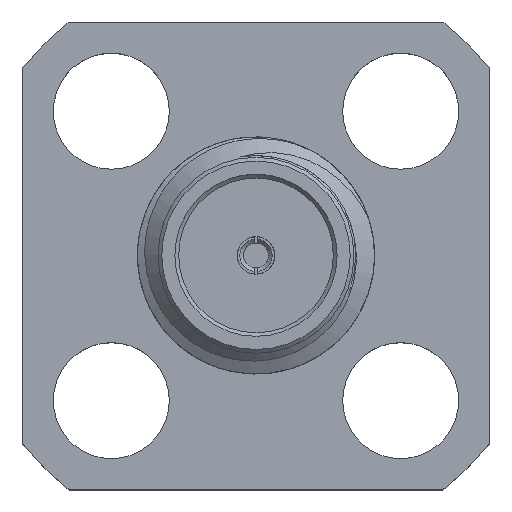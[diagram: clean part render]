
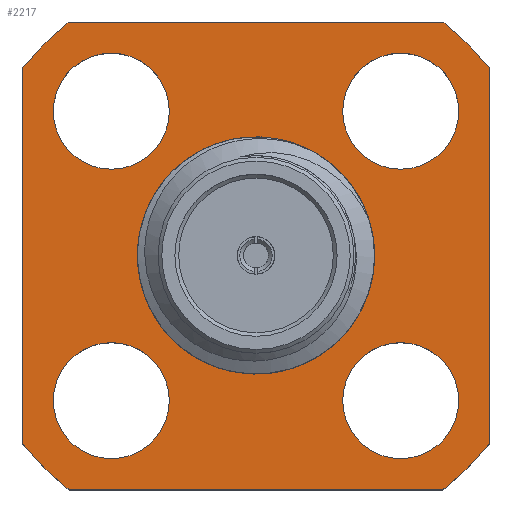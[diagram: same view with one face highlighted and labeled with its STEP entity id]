
A CAD part, top view. The second image highlights one B-rep face of the part: STEP entity #2217.
In plain terms, the highlighted planar face has unit normal (0, 0, 1).
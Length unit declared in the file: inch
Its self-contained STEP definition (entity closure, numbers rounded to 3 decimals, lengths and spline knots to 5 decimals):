
#38 = DIRECTION ( 'NONE',  ( 1., 0., 0. ) ) ;
#44 = EDGE_CURVE ( 'NONE', #440, #2578, #1183, .T. ) ;
#135 = DIRECTION ( 'NONE',  ( 1., 0., 0. ) ) ;
#142 = ORIENTED_EDGE ( 'NONE', *, *, #860, .F. ) ;
#145 = DIRECTION ( 'NONE',  ( 0., 0., 1. ) ) ;
#148 = DIRECTION ( 'NONE',  ( -1., 0., 0. ) ) ;
#159 = CARTESIAN_POINT ( 'NONE',  ( 0.1875, -0.1875, 0. ) ) ;
#163 = VECTOR ( 'NONE', #743, 39.37008 ) ;
#164 = CARTESIAN_POINT ( 'NONE',  ( -0.1875, -0.1875, 0. ) ) ;
#179 = AXIS2_PLACEMENT_3D ( 'NONE', #839, #1142, #148 ) ;
#186 = DIRECTION ( 'NONE',  ( 0., 1., 0. ) ) ;
#193 = CARTESIAN_POINT ( 'NONE',  ( 0.1875, -0.14981, 0. ) ) ;
#203 = ORIENTED_EDGE ( 'NONE', *, *, #3131, .F. ) ;
#206 = CIRCLE ( 'NONE', #1886, 0.0465 ) ;
#320 = FACE_BOUND ( 'NONE', #2034, .T. ) ;
#375 = CARTESIAN_POINT ( 'NONE',  ( 0., 0., 0. ) ) ;
#428 = DIRECTION ( 'NONE',  ( 0., 0., -1. ) ) ;
#440 = VERTEX_POINT ( 'NONE', #193 ) ;
#506 = FACE_BOUND ( 'NONE', #2499, .T. ) ;
#520 = CARTESIAN_POINT ( 'NONE',  ( 0., 0., 0. ) ) ;
#556 = AXIS2_PLACEMENT_3D ( 'NONE', #1980, #2969, #38 ) ;
#579 = VERTEX_POINT ( 'NONE', #2814 ) ;
#596 = AXIS2_PLACEMENT_3D ( 'NONE', #3027, #145, #135 ) ;
#696 = VERTEX_POINT ( 'NONE', #1087 ) ;
#697 = EDGE_LOOP ( 'NONE', ( #1896 ) ) ;
#724 = VECTOR ( 'NONE', #2394, 39.37008 ) ;
#743 = DIRECTION ( 'NONE',  ( -1., 0., 0. ) ) ;
#758 = CARTESIAN_POINT ( 'NONE',  ( -0.1875, 0.1875, 0. ) ) ;
#759 = DIRECTION ( 'NONE',  ( 0., 0., 1. ) ) ;
#796 = EDGE_CURVE ( 'NONE', #2719, #931, #2449, .T. ) ;
#807 = VERTEX_POINT ( 'NONE', #1605 ) ;
#839 = CARTESIAN_POINT ( 'NONE',  ( 0., 0., 0. ) ) ;
#849 = FACE_BOUND ( 'NONE', #2074, .T. ) ;
#860 = EDGE_CURVE ( 'NONE', #440, #1005, #1101, .T. ) ;
#928 = VERTEX_POINT ( 'NONE', #2268 ) ;
#931 = VERTEX_POINT ( 'NONE', #2255 ) ;
#996 = ORIENTED_EDGE ( 'NONE', *, *, #44, .T. ) ;
#1005 = VERTEX_POINT ( 'NONE', #1991 ) ;
#1006 = DIRECTION ( 'NONE',  ( 1., 0., 0. ) ) ;
#1033 = LINE ( 'NONE', #164, #1151 ) ;
#1087 = CARTESIAN_POINT ( 'NONE',  ( 0.1625, -0.116, 0. ) ) ;
#1094 = AXIS2_PLACEMENT_3D ( 'NONE', #1400, #428, #1167 ) ;
#1101 = CIRCLE ( 'NONE', #1318, 0.24 ) ;
#1142 = DIRECTION ( 'NONE',  ( 0., 0., -1. ) ) ;
#1151 = VECTOR ( 'NONE', #1636, 39.37008 ) ;
#1167 = DIRECTION ( 'NONE',  ( -1., 0., 0. ) ) ;
#1183 = LINE ( 'NONE', #159, #1806 ) ;
#1228 = CIRCLE ( 'NONE', #3155, 0.0465 ) ;
#1262 = CARTESIAN_POINT ( 'NONE',  ( -0.1875, 0.14981, 0. ) ) ;
#1263 = EDGE_LOOP ( 'NONE', ( #1883 ) ) ;
#1265 = CIRCLE ( 'NONE', #556, 0.0465 ) ;
#1318 = AXIS2_PLACEMENT_3D ( 'NONE', #1485, #2737, #2993 ) ;
#1319 = ORIENTED_EDGE ( 'NONE', *, *, #796, .T. ) ;
#1348 = VERTEX_POINT ( 'NONE', #1588 ) ;
#1375 = LINE ( 'NONE', #1645, #724 ) ;
#1391 = AXIS2_PLACEMENT_3D ( 'NONE', #375, #759, #1006 ) ;
#1400 = CARTESIAN_POINT ( 'NONE',  ( 0., 0., 0. ) ) ;
#1401 = CARTESIAN_POINT ( 'NONE',  ( 0.116, -0.116, 0. ) ) ;
#1419 = EDGE_CURVE ( 'NONE', #1809, #1809, #2288, .T. ) ;
#1436 = EDGE_CURVE ( 'NONE', #579, #579, #1480, .T. ) ;
#1455 = CIRCLE ( 'NONE', #1094, 0.24 ) ;
#1480 = CIRCLE ( 'NONE', #2145, 0.0885 ) ;
#1485 = CARTESIAN_POINT ( 'NONE',  ( 0., 0., 0. ) ) ;
#1575 = CARTESIAN_POINT ( 'NONE',  ( 0.14981, 0.1875, 0. ) ) ;
#1588 = CARTESIAN_POINT ( 'NONE',  ( -0.14981, -0.1875, 0. ) ) ;
#1605 = CARTESIAN_POINT ( 'NONE',  ( -0.0695, 0.116, 0. ) ) ;
#1608 = DIRECTION ( 'NONE',  ( 0., 0., 1. ) ) ;
#1623 = CARTESIAN_POINT ( 'NONE',  ( -0.0695, -0.116, 0. ) ) ;
#1636 = DIRECTION ( 'NONE',  ( 1., 0., 0. ) ) ;
#1645 = CARTESIAN_POINT ( 'NONE',  ( -0.1875, -0.1875, 0. ) ) ;
#1699 = FACE_BOUND ( 'NONE', #697, .T. ) ;
#1700 = ORIENTED_EDGE ( 'NONE', *, *, #1436, .T. ) ;
#1778 = EDGE_LOOP ( 'NONE', ( #2003, #2926, #2845, #2381, #142, #996, #2611, #1319 ) ) ;
#1806 = VECTOR ( 'NONE', #186, 39.37008 ) ;
#1809 = VERTEX_POINT ( 'NONE', #2095 ) ;
#1849 = EDGE_CURVE ( 'NONE', #2877, #928, #1375, .T. ) ;
#1881 = DIRECTION ( 'NONE',  ( 1., 0., 0. ) ) ;
#1883 = ORIENTED_EDGE ( 'NONE', *, *, #2242, .F. ) ;
#1886 = AXIS2_PLACEMENT_3D ( 'NONE', #3056, #2087, #2597 ) ;
#1896 = ORIENTED_EDGE ( 'NONE', *, *, #1419, .F. ) ;
#1914 = EDGE_CURVE ( 'NONE', #2877, #931, #1455, .T. ) ;
#1980 = CARTESIAN_POINT ( 'NONE',  ( -0.116, 0.116, 0. ) ) ;
#1983 = DIRECTION ( 'NONE',  ( 0., 0., -1. ) ) ;
#1991 = CARTESIAN_POINT ( 'NONE',  ( 0.14981, -0.1875, 0. ) ) ;
#2002 = CARTESIAN_POINT ( 'NONE',  ( 0.1875, 0.14981, 0. ) ) ;
#2003 = ORIENTED_EDGE ( 'NONE', *, *, #1914, .F. ) ;
#2007 = EDGE_CURVE ( 'NONE', #1348, #1005, #1033, .T. ) ;
#2034 = EDGE_LOOP ( 'NONE', ( #203 ) ) ;
#2063 = DIRECTION ( 'NONE',  ( 0., 0., -1. ) ) ;
#2074 = EDGE_LOOP ( 'NONE', ( #3044 ) ) ;
#2086 = DIRECTION ( 'NONE',  ( -1., 0., 0. ) ) ;
#2087 = DIRECTION ( 'NONE',  ( 0., 0., 1. ) ) ;
#2089 = PLANE ( 'NONE',  #179 ) ;
#2095 = CARTESIAN_POINT ( 'NONE',  ( 0.1625, 0.116, 0. ) ) ;
#2124 = EDGE_CURVE ( 'NONE', #807, #807, #1265, .T. ) ;
#2145 = AXIS2_PLACEMENT_3D ( 'NONE', #3037, #2063, #2086 ) ;
#2159 = CIRCLE ( 'NONE', #2769, 0.24 ) ;
#2217 = ADVANCED_FACE ( 'NONE', ( #506, #320, #3148, #1699, #849, #2497 ), #2089, .F. ) ;
#2242 = EDGE_CURVE ( 'NONE', #696, #696, #1228, .T. ) ;
#2255 = CARTESIAN_POINT ( 'NONE',  ( -0.14981, 0.1875, 0. ) ) ;
#2268 = CARTESIAN_POINT ( 'NONE',  ( -0.1875, -0.14981, 0. ) ) ;
#2288 = CIRCLE ( 'NONE', #596, 0.0465 ) ;
#2379 = CIRCLE ( 'NONE', #1391, 0.24 ) ;
#2381 = ORIENTED_EDGE ( 'NONE', *, *, #2007, .T. ) ;
#2394 = DIRECTION ( 'NONE',  ( 0., -1., 0. ) ) ;
#2449 = LINE ( 'NONE', #758, #163 ) ;
#2497 = FACE_OUTER_BOUND ( 'NONE', #1778, .T. ) ;
#2499 = EDGE_LOOP ( 'NONE', ( #1700 ) ) ;
#2539 = VERTEX_POINT ( 'NONE', #1623 ) ;
#2578 = VERTEX_POINT ( 'NONE', #2002 ) ;
#2597 = DIRECTION ( 'NONE',  ( 1., 0., 0. ) ) ;
#2611 = ORIENTED_EDGE ( 'NONE', *, *, #2732, .T. ) ;
#2719 = VERTEX_POINT ( 'NONE', #1575 ) ;
#2724 = DIRECTION ( 'NONE',  ( -1., 0., 0. ) ) ;
#2732 = EDGE_CURVE ( 'NONE', #2578, #2719, #2379, .T. ) ;
#2737 = DIRECTION ( 'NONE',  ( 0., 0., -1. ) ) ;
#2769 = AXIS2_PLACEMENT_3D ( 'NONE', #520, #1983, #2724 ) ;
#2779 = EDGE_CURVE ( 'NONE', #1348, #928, #2159, .T. ) ;
#2814 = CARTESIAN_POINT ( 'NONE',  ( -0.0885, 0., 0. ) ) ;
#2845 = ORIENTED_EDGE ( 'NONE', *, *, #2779, .F. ) ;
#2877 = VERTEX_POINT ( 'NONE', #1262 ) ;
#2926 = ORIENTED_EDGE ( 'NONE', *, *, #1849, .T. ) ;
#2969 = DIRECTION ( 'NONE',  ( 0., 0., 1. ) ) ;
#2993 = DIRECTION ( 'NONE',  ( -1., 0., 0. ) ) ;
#3027 = CARTESIAN_POINT ( 'NONE',  ( 0.116, 0.116, 0. ) ) ;
#3037 = CARTESIAN_POINT ( 'NONE',  ( 0., 0., 0. ) ) ;
#3044 = ORIENTED_EDGE ( 'NONE', *, *, #2124, .F. ) ;
#3056 = CARTESIAN_POINT ( 'NONE',  ( -0.116, -0.116, 0. ) ) ;
#3131 = EDGE_CURVE ( 'NONE', #2539, #2539, #206, .T. ) ;
#3148 = FACE_BOUND ( 'NONE', #1263, .T. ) ;
#3155 = AXIS2_PLACEMENT_3D ( 'NONE', #1401, #1608, #1881 ) ;
